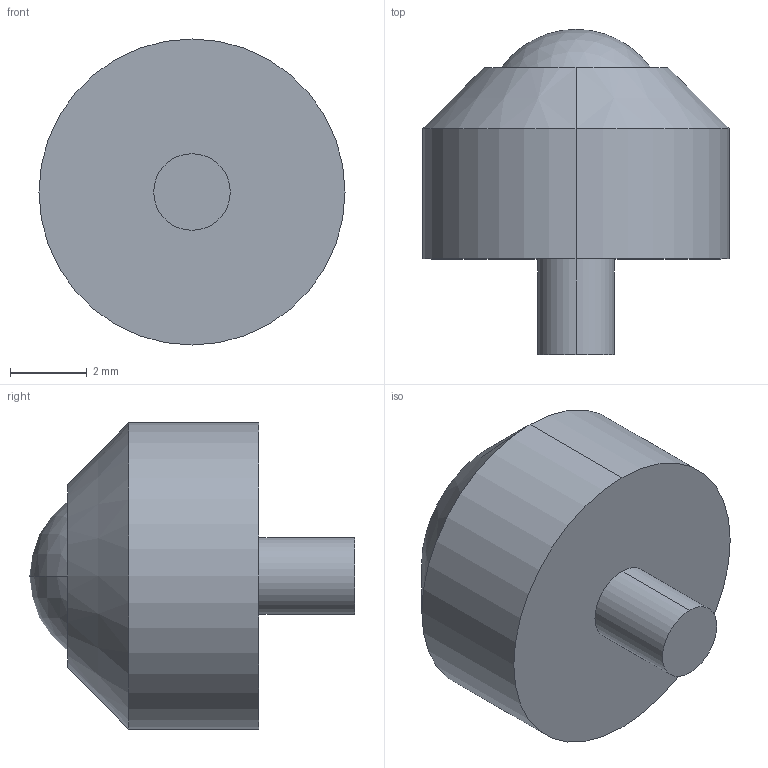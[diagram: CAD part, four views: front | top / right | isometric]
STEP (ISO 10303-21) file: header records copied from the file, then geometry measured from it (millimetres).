
FILE_DESCRIPTION (( 'STEP AP203' ), '1' );
FILE_NAME ('K-143-5SNM.STEP', '2009-08-10T05:08:01', ( '11sw' ), ( 'タキゲン製造株式会社' ), 'SwSTEP 2.0', 'SolidWorks 2007', '' );
FILE_SCHEMA (( 'CONFIG_CONTROL_DESIGN' ));
Length unit declared in the file: millimetre
Products named in the file (1): K-143-5SNM
Bounding box: 8 x 8.5 x 8 mm (x, y, z)
Volume: 237.8 mm3; surface area: 218.2 mm2
Topology: 1 solids, 1 shells, 11 faces, 20 edges, 13 vertices
Faces by surface type: cylinder 4, plane 3, cone 2, sphere 2
Entity records: 357 total; most frequent: DIRECTION 58, CARTESIAN_POINT 45, ORIENTED_EDGE 40, AXIS2_PLACEMENT_3D 26, EDGE_CURVE 20, CIRCLE 14, EDGE_LOOP 13, VERTEX_POINT 13
